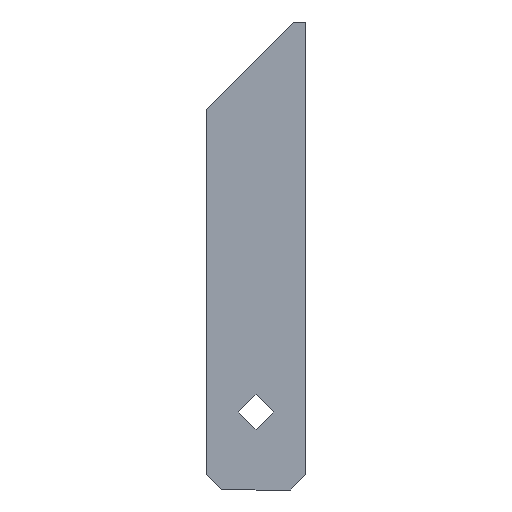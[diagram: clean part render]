
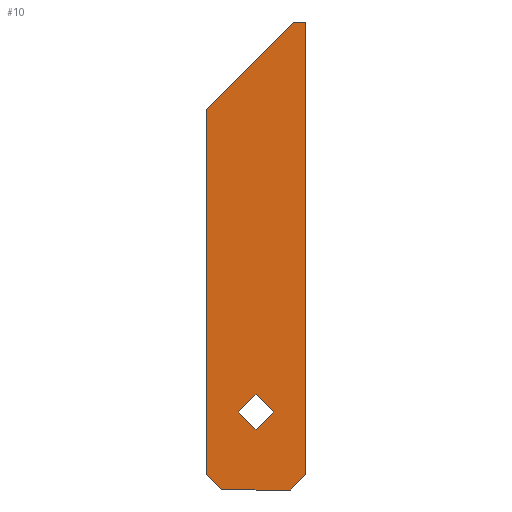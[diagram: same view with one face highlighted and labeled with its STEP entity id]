
A CAD part, left-side view. The second image highlights one B-rep face of the part: STEP entity #10.
In plain terms, the highlighted planar face has unit normal (-1, 0, 0).
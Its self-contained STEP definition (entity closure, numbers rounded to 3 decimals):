
#1 = ORIENTED_EDGE ( 'NONE', *, *, #4, .F. ) ;
#2 = ORIENTED_EDGE ( 'NONE', *, *, #119, .F. ) ;
#3 = VERTEX_POINT ( 'NONE', #176 ) ;
#4 = EDGE_CURVE ( 'NONE', #5, #3, #283, .T. ) ;
#5 = VERTEX_POINT ( 'NONE', #154 ) ;
#6 = VERTEX_POINT ( 'NONE', #153 ) ;
#7 = EDGE_CURVE ( 'NONE', #3, #6, #152, .T. ) ;
#8 = ORIENTED_EDGE ( 'NONE', *, *, #7, .F. ) ;
#9 = EDGE_LOOP ( 'NONE', ( #8, #1, #2, #139, #142, #49, #33 ) ) ;
#10 = ADVANCED_FACE ( 'NONE', ( #242, #241 ), #239, .T. ) ;
#32 = EDGE_LOOP ( 'NONE', ( #35, #46, #48, #42 ) ) ;
#33 = ORIENTED_EDGE ( 'NONE', *, *, #34, .F. ) ;
#34 = EDGE_CURVE ( 'NONE', #6, #51, #335, .T. ) ;
#35 = ORIENTED_EDGE ( 'NONE', *, *, #45, .T. ) ;
#40 = EDGE_CURVE ( 'NONE', #53, #41, #269, .T. ) ;
#41 = VERTEX_POINT ( 'NONE', #265 ) ;
#42 = ORIENTED_EDGE ( 'NONE', *, *, #43, .T. ) ;
#43 = EDGE_CURVE ( 'NONE', #41, #54, #264, .T. ) ;
#45 = EDGE_CURVE ( 'NONE', #54, #52, #254, .T. ) ;
#46 = ORIENTED_EDGE ( 'NONE', *, *, #47, .T. ) ;
#47 = EDGE_CURVE ( 'NONE', #52, #53, #250, .T. ) ;
#48 = ORIENTED_EDGE ( 'NONE', *, *, #40, .T. ) ;
#49 = ORIENTED_EDGE ( 'NONE', *, *, #50, .F. ) ;
#50 = EDGE_CURVE ( 'NONE', #51, #56, #246, .T. ) ;
#51 = VERTEX_POINT ( 'NONE', #279 ) ;
#52 = VERTEX_POINT ( 'NONE', #278 ) ;
#53 = VERTEX_POINT ( 'NONE', #277 ) ;
#54 = VERTEX_POINT ( 'NONE', #276 ) ;
#55 = EDGE_CURVE ( 'NONE', #56, #141, #275, .T. ) ;
#56 = VERTEX_POINT ( 'NONE', #271 ) ;
#119 = EDGE_CURVE ( 'NONE', #120, #5, #186, .T. ) ;
#120 = VERTEX_POINT ( 'NONE', #182 ) ;
#139 = ORIENTED_EDGE ( 'NONE', *, *, #140, .F. ) ;
#140 = EDGE_CURVE ( 'NONE', #141, #120, #366, .T. ) ;
#141 = VERTEX_POINT ( 'NONE', #362 ) ;
#142 = ORIENTED_EDGE ( 'NONE', *, *, #55, .F. ) ;
#152 = LINE ( 'NONE', #245, #244 ) ;
#153 = CARTESIAN_POINT ( 'NONE',  ( -2.25, -11., -25. ) ) ;
#154 = CARTESIAN_POINT ( 'NONE',  ( -2.25, -16., 125. ) ) ;
#155 = DIRECTION ( 'NONE',  ( 0., 0., -1. ) ) ;
#156 = VECTOR ( 'NONE', #155, 1000. ) ;
#157 = CARTESIAN_POINT ( 'NONE',  ( -2.25, -16., 125. ) ) ;
#176 = CARTESIAN_POINT ( 'NONE',  ( -2.25, -16., -20. ) ) ;
#182 = CARTESIAN_POINT ( 'NONE',  ( -2.25, -12., 125. ) ) ;
#183 = DIRECTION ( 'NONE',  ( 0., -1., 0. ) ) ;
#184 = VECTOR ( 'NONE', #183, 1000. ) ;
#185 = CARTESIAN_POINT ( 'NONE',  ( -2.25, -12., 125. ) ) ;
#186 = LINE ( 'NONE', #185, #184 ) ;
#237 = CARTESIAN_POINT ( 'NONE',  ( -2.25, 0., -36. ) ) ;
#238 = AXIS2_PLACEMENT_3D ( 'NONE', #237, #306, #305 ) ;
#239 = PLANE ( 'NONE',  #238 ) ;
#241 = FACE_BOUND ( 'NONE', #32, .T. ) ;
#242 = FACE_OUTER_BOUND ( 'NONE', #9, .T. ) ;
#243 = DIRECTION ( 'NONE',  ( 0., 0.707, -0.707 ) ) ;
#244 = VECTOR ( 'NONE', #243, 1000. ) ;
#245 = CARTESIAN_POINT ( 'NONE',  ( -2.25, -16., -20. ) ) ;
#246 = LINE ( 'NONE', #282, #281 ) ;
#247 = DIRECTION ( 'NONE',  ( 0., 0.707, 0.707 ) ) ;
#248 = VECTOR ( 'NONE', #247, 1000. ) ;
#249 = CARTESIAN_POINT ( 'NONE',  ( -2.25, 0., -5.657 ) ) ;
#250 = LINE ( 'NONE', #249, #248 ) ;
#251 = DIRECTION ( 'NONE',  ( 0., 0.707, -0.707 ) ) ;
#252 = VECTOR ( 'NONE', #251, 1000. ) ;
#253 = CARTESIAN_POINT ( 'NONE',  ( -2.25, -5.657, 0. ) ) ;
#254 = LINE ( 'NONE', #253, #252 ) ;
#261 = DIRECTION ( 'NONE',  ( 0., -0.707, -0.707 ) ) ;
#262 = VECTOR ( 'NONE', #261, 1000. ) ;
#263 = CARTESIAN_POINT ( 'NONE',  ( -2.25, 0., 5.657 ) ) ;
#264 = LINE ( 'NONE', #263, #262 ) ;
#265 = CARTESIAN_POINT ( 'NONE',  ( -2.25, 0., 5.657 ) ) ;
#266 = DIRECTION ( 'NONE',  ( 0., -0.707, 0.707 ) ) ;
#267 = VECTOR ( 'NONE', #266, 1000. ) ;
#268 = CARTESIAN_POINT ( 'NONE',  ( -2.25, 5.657, 0. ) ) ;
#269 = LINE ( 'NONE', #268, #267 ) ;
#271 = CARTESIAN_POINT ( 'NONE',  ( -2.25, 16., -20. ) ) ;
#272 = DIRECTION ( 'NONE',  ( 0., 0., 1. ) ) ;
#273 = VECTOR ( 'NONE', #272, 1000. ) ;
#274 = CARTESIAN_POINT ( 'NONE',  ( -2.25, 16., 97. ) ) ;
#275 = LINE ( 'NONE', #274, #273 ) ;
#276 = CARTESIAN_POINT ( 'NONE',  ( -2.25, -5.657, 0. ) ) ;
#277 = CARTESIAN_POINT ( 'NONE',  ( -2.25, 5.657, 0. ) ) ;
#278 = CARTESIAN_POINT ( 'NONE',  ( -2.25, 0., -5.657 ) ) ;
#279 = CARTESIAN_POINT ( 'NONE',  ( -2.25, 11., -25. ) ) ;
#280 = DIRECTION ( 'NONE',  ( 0., 0.707, 0.707 ) ) ;
#281 = VECTOR ( 'NONE', #280, 1000. ) ;
#282 = CARTESIAN_POINT ( 'NONE',  ( -2.25, 16., -20. ) ) ;
#283 = LINE ( 'NONE', #157, #156 ) ;
#305 = DIRECTION ( 'NONE',  ( 0., 0., 1. ) ) ;
#306 = DIRECTION ( 'NONE',  ( -1., 0., 0. ) ) ;
#332 = DIRECTION ( 'NONE',  ( 0., 1., 0. ) ) ;
#333 = VECTOR ( 'NONE', #332, 1000. ) ;
#334 = CARTESIAN_POINT ( 'NONE',  ( -2.25, 11., -25. ) ) ;
#335 = LINE ( 'NONE', #334, #333 ) ;
#362 = CARTESIAN_POINT ( 'NONE',  ( -2.25, 16., 97. ) ) ;
#363 = DIRECTION ( 'NONE',  ( 0., -0.707, 0.707 ) ) ;
#364 = VECTOR ( 'NONE', #363, 1000. ) ;
#365 = CARTESIAN_POINT ( 'NONE',  ( -2.25, -12., 125. ) ) ;
#366 = LINE ( 'NONE', #365, #364 ) ;
